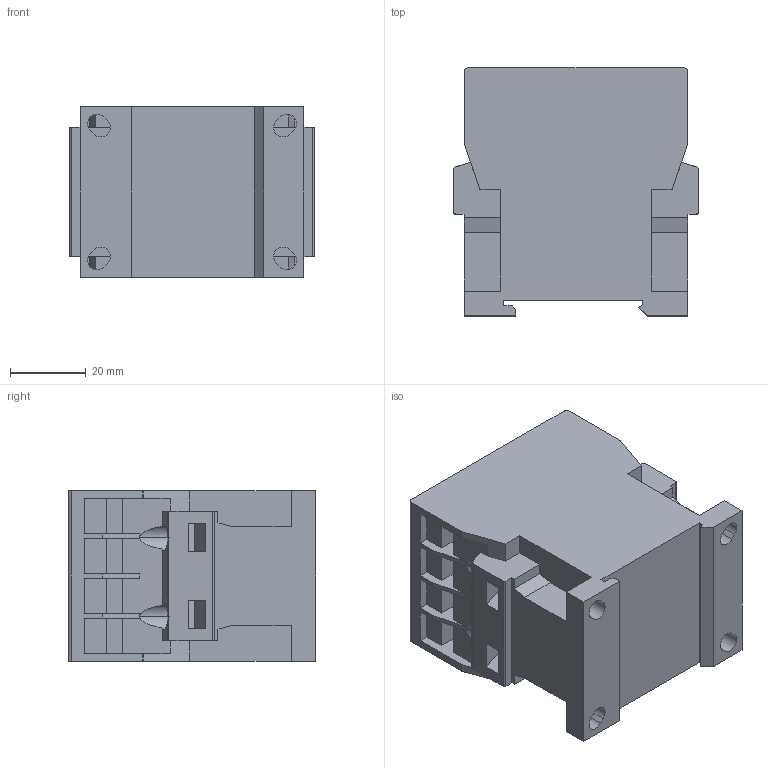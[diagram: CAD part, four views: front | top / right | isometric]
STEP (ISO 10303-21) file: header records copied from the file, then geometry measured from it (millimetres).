
FILE_DESCRIPTION (( 'STEP AP203' ), '1' );
FILE_NAME ('K3-07_22N.STEP', '2012-01-19T13:00:00', ( 'schulung' ), ( 'Microsoft' ), 'SwSTEP 2.0', 'SolidWorks 2012', '' );
FILE_SCHEMA (( 'CONFIG_CONTROL_DESIGN' ));
Length unit declared in the file: millimetre
Products named in the file (1): K3-07_22N
Bounding box: 64.4 x 65.3 x 45 mm (x, y, z)
Volume: 146751.2 mm3; surface area: 26705.1 mm2
Topology: 1 solids, 1 shells, 259 faces, 711 edges, 474 vertices
Faces by surface type: plane 213, cylinder 46
Entity records: 8257 total; most frequent: CARTESIAN_POINT 1542, ORIENTED_EDGE 1422, DIRECTION 1296, EDGE_CURVE 711, LINE 592, VECTOR 592, VERTEX_POINT 474, AXIS2_PLACEMENT_3D 352
